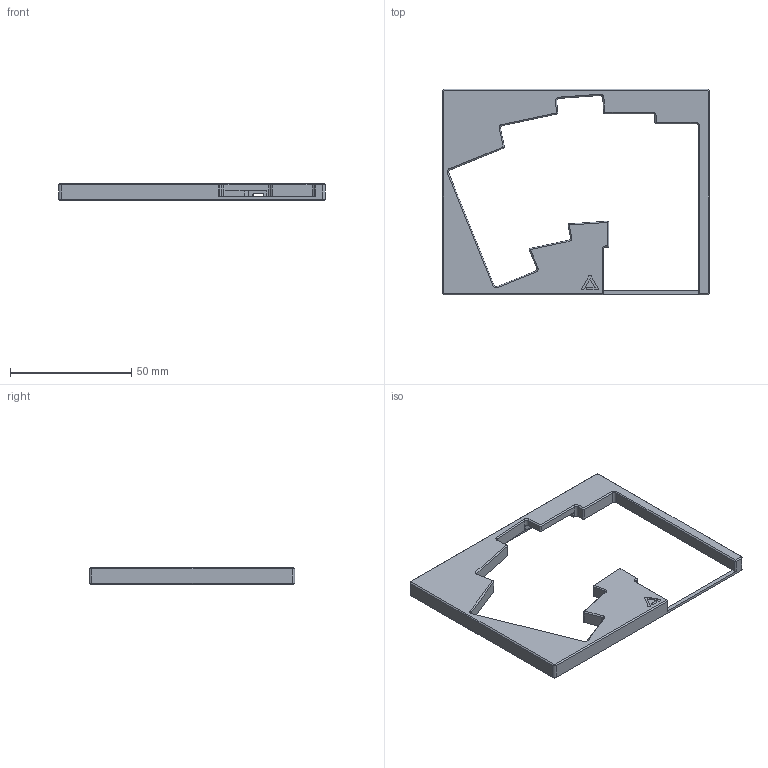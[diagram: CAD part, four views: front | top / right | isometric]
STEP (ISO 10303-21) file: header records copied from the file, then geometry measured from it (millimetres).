
FILE_DESCRIPTION(/* description */ (''),/* implementation_level */ '2;1');
FILE_NAME(/* name */ 'delta_omega_rev2_left.step',/* time_stamp */ '2025-10-12T02:46:53+09:00',/* author */ (''),/* organization */ (''),/* preprocessor_version */ 'ST-DEVELOPER v20.1',/* originating_system */ 'Autodesk Translation Framework v14.17.0.0',/* authorisation */ '');
FILE_SCHEMA (('AUTOMOTIVE_DESIGN { 1 0 10303 214 3 1 1 }'));
Length unit declared in the file: millimetre
Products named in the file (1): delta_omega_rev2_left
Bounding box: 110.2 x 84.9 x 7 mm (x, y, z)
Volume: 10351.8 mm3; surface area: 13504.4 mm2
Topology: 1 solids, 1 shells, 251 faces, 662 edges, 410 vertices
Faces by surface type: plane 131, cylinder 88, cone 32
Full cylindrical faces by diameter (mm): 1.6 x5, 8.1 x3
Entity records: 7690 total; most frequent: DIRECTION 1356, CARTESIAN_POINT 1338, ORIENTED_EDGE 1304, EDGE_CURVE 652, AXIS2_PLACEMENT_3D 456, LINE 444, VECTOR 444, VERTEX_POINT 410
